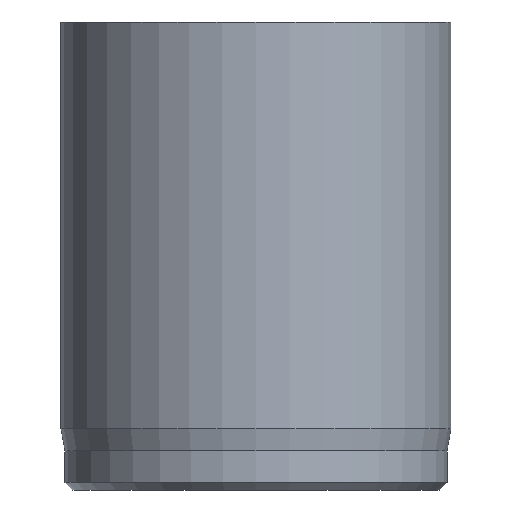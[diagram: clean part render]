
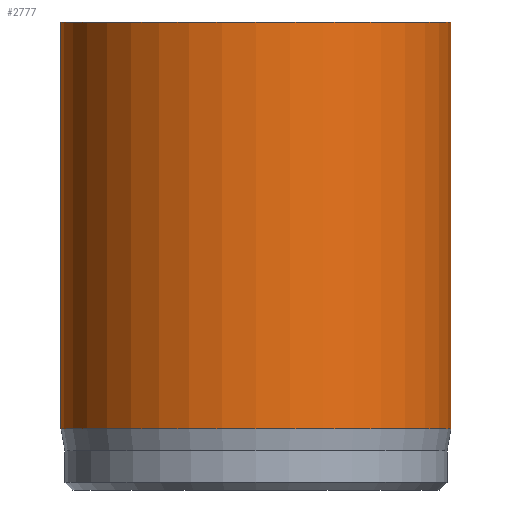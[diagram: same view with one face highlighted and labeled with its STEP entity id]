
A CAD part, front view. The second image highlights one B-rep face of the part: STEP entity #2777.
In plain terms, the highlighted cylindrical face has radius 5 mm (diameter 10 mm), a full revolution.
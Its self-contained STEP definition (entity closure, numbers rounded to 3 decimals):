
#345=CYLINDRICAL_SURFACE('',#2947,5.);
#441=FACE_OUTER_BOUND('',#598,.T.);
#598=EDGE_LOOP('',(#2266,#2267,#2268,#2269,#2270));
#805=LINE('',#4690,#1020);
#1020=VECTOR('',#3253,5.);
#1112=CIRCLE('',#2945,5.);
#1113=CIRCLE('',#2946,5.);
#1114=CIRCLE('',#2948,5.);
#1306=VERTEX_POINT('',#4682);
#1307=VERTEX_POINT('',#4683);
#1308=VERTEX_POINT('',#4688);
#1669=EDGE_CURVE('',#1306,#1307,#1112,.T.);
#1670=EDGE_CURVE('',#1307,#1306,#1113,.T.);
#1672=EDGE_CURVE('',#1308,#1308,#1114,.T.);
#1673=EDGE_CURVE('',#1308,#1306,#805,.T.);
#2266=ORIENTED_EDGE('',*,*,#1672,.T.);
#2267=ORIENTED_EDGE('',*,*,#1673,.T.);
#2268=ORIENTED_EDGE('',*,*,#1669,.T.);
#2269=ORIENTED_EDGE('',*,*,#1670,.T.);
#2270=ORIENTED_EDGE('',*,*,#1673,.F.);
#2777=ADVANCED_FACE('',(#441),#345,.T.);
#2945=AXIS2_PLACEMENT_3D('',#4684,#3244,#3245);
#2946=AXIS2_PLACEMENT_3D('',#4685,#3246,#3247);
#2947=AXIS2_PLACEMENT_3D('',#4687,#3249,#3250);
#2948=AXIS2_PLACEMENT_3D('',#4689,#3251,#3252);
#3244=DIRECTION('center_axis',(0.,0.,1.));
#3245=DIRECTION('ref_axis',(-1.,0.,0.));
#3246=DIRECTION('center_axis',(0.,0.,1.));
#3247=DIRECTION('ref_axis',(-1.,0.,0.));
#3249=DIRECTION('center_axis',(0.,0.,1.));
#3250=DIRECTION('ref_axis',(-1.,0.,0.));
#3251=DIRECTION('center_axis',(0.,0.,-1.));
#3252=DIRECTION('ref_axis',(-1.,0.,0.));
#3253=DIRECTION('',(0.,0.,-1.));
#4682=CARTESIAN_POINT('',(5.,0.,1.567));
#4683=CARTESIAN_POINT('',(-5.,0.,1.567));
#4684=CARTESIAN_POINT('Origin',(0.,0.,1.567));
#4685=CARTESIAN_POINT('Origin',(0.,0.,1.567));
#4687=CARTESIAN_POINT('Origin',(0.,0.,0.));
#4688=CARTESIAN_POINT('',(5.,0.,12.));
#4689=CARTESIAN_POINT('Origin',(0.,0.,12.));
#4690=CARTESIAN_POINT('',(5.,0.,0.));
